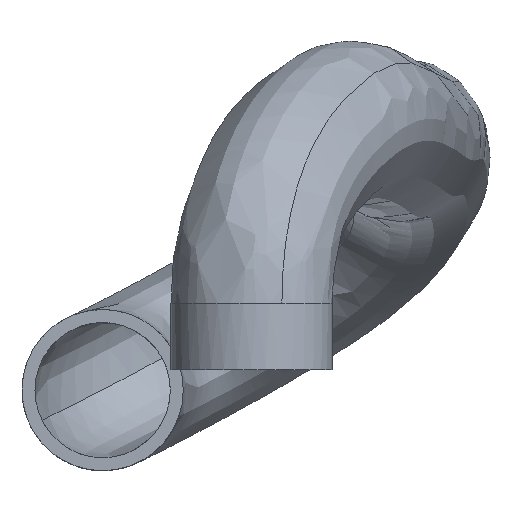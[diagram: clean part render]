
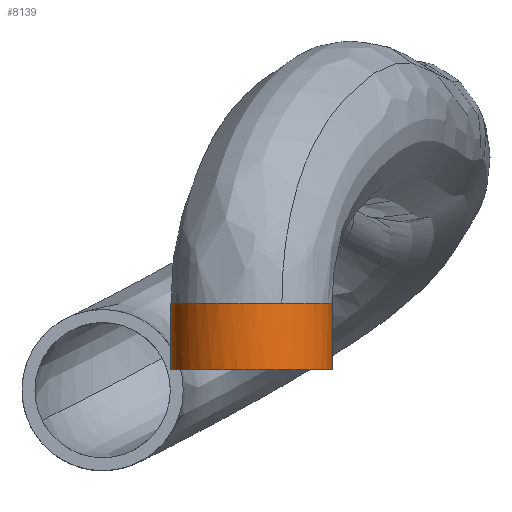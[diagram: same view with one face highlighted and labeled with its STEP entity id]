
A CAD part, top view. The second image highlights one B-rep face of the part: STEP entity #8139.
In plain terms, the highlighted cylindrical face has radius 768.35 mm (diameter 1536.7 mm), a partial arc.
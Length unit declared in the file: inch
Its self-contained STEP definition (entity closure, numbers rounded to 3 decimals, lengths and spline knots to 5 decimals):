
#1597=CARTESIAN_POINT('',(55.9,292.75,337.72));
#1598=DIRECTION('',(0.,-1.,0.));
#1599=DIRECTION('',(1.,0.,0.));
#1600=AXIS2_PLACEMENT_3D('',#1597,#1598,#1599);
#2320=DIRECTION('',(0.,-1.,0.));
#2321=VECTOR('',#2320,25.);
#2322=CARTESIAN_POINT('',(86.15,292.75,337.72));
#2323=LINE('',#2322,#2321);
#2324=DIRECTION('',(0.,-1.,0.));
#2325=VECTOR('',#2324,25.);
#2326=CARTESIAN_POINT('',(25.65,292.75,337.72));
#2327=LINE('',#2326,#2325);
#2328=CARTESIAN_POINT('',(55.9,292.75,337.72));
#2329=DIRECTION('',(0.,-1.,0.));
#2330=DIRECTION('',(0.377,0.,0.926));
#2331=AXIS2_PLACEMENT_3D('',#2328,#2329,#2330);
#3065=CARTESIAN_POINT('',(55.9,267.75,337.72));
#3066=DIRECTION('',(0.,-1.,0.));
#3067=DIRECTION('',(1.,0.,0.));
#3068=AXIS2_PLACEMENT_3D('',#3065,#3066,#3067);
#3107=CARTESIAN_POINT('',(86.15,267.75,337.72));
#3108=CARTESIAN_POINT('',(25.65,267.75,337.72));
#3109=VERTEX_POINT('',#3107);
#3110=VERTEX_POINT('',#3108);
#3119=CARTESIAN_POINT('',(86.15,292.75,337.72));
#3120=CARTESIAN_POINT('',(67.29908,292.75,365.74005));
#3121=VERTEX_POINT('',#3119);
#3122=VERTEX_POINT('',#3120);
#3123=CARTESIAN_POINT('',(25.65,292.75,337.72));
#3124=VERTEX_POINT('',#3123);
#8123=CARTESIAN_POINT('',(55.9,292.75,337.72));
#8124=DIRECTION('',(0.,-1.,0.));
#8125=DIRECTION('',(1.,0.,0.));
#8126=AXIS2_PLACEMENT_3D('',#8123,#8124,#8125);
#8127=CYLINDRICAL_SURFACE('',#8126,30.25);
#8128=ORIENTED_EDGE('',*,*,#8102,.F.);
#8130=ORIENTED_EDGE('',*,*,#8129,.T.);
#8132=ORIENTED_EDGE('',*,*,#8131,.T.);
#8134=ORIENTED_EDGE('',*,*,#8133,.F.);
#8136=ORIENTED_EDGE('',*,*,#8135,.F.);
#8137=EDGE_LOOP('',(#8128,#8130,#8132,#8134,#8136));
#8138=FACE_OUTER_BOUND('',#8137,.F.);
#1601=CIRCLE('',#1600,30.25);
#2332=CIRCLE('',#2331,30.25);
#3069=CIRCLE('',#3068,30.25);
#8102=EDGE_CURVE('',#3121,#3122,#1601,.T.);
#8129=EDGE_CURVE('',#3121,#3109,#2323,.T.);
#8131=EDGE_CURVE('',#3109,#3110,#3069,.T.);
#8133=EDGE_CURVE('',#3124,#3110,#2327,.T.);
#8135=EDGE_CURVE('',#3122,#3124,#2332,.T.);
#8139=ADVANCED_FACE('',(#8138),#8127,.T.);
